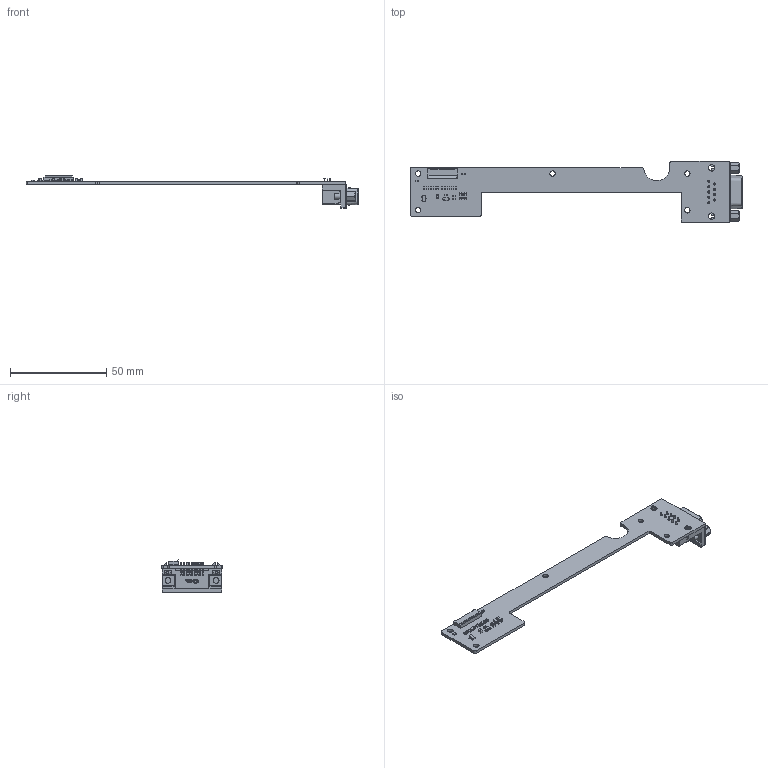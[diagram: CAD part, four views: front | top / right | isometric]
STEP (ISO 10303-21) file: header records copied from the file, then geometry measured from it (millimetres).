
FILE_DESCRIPTION(('KiCad electronic assembly'),'2;1');
FILE_NAME('Ribbon_2_SPI.step','2025-11-26T10:02:37',('Pcbnew'),('Kicad') ,'Open CASCADE STEP processor 7.8','KiCad to STEP converter','Unknown' );
FILE_SCHEMA(('AUTOMOTIVE_DESIGN { 1 0 10303 214 1 1 1 1 }'));
Length unit declared in the file: millimetre
Products named in the file (16): Ribbon_2_SPI 1; ribbon_connector; RIBBON_CONNECTOR; C_0603_1608Metric; D_SOD-123; D_SOD_123; R_0603_1608Metric; SOT-23; SOT_23; C_0805_2012Metric; DSUB-TH_DMR-9P; Ribbon_2_SPI_PCB
Assembly tree (30 placements, depth 3):
  Ribbon_2_SPI 1
    ribbon_connector
      RIBBON_CONNECTOR
    C_0603_1608Metric  x11
      C_0603_1608Metric
    D_SOD-123  x3
      D_SOD_123
    R_0603_1608Metric  x4
      R_0603_1608Metric
    SOT-23
      SOT_23
    C_0805_2012Metric
      C_0805_2012Metric
    DSUB-TH_DMR-9P
      DSUB-TH_DMR-9P
    Ribbon_2_SPI_PCB
Bounding box: 172.24 x 31.8 x 17.21 mm (x, y, z)
Volume: 7833.2 mm3; surface area: 10936.4 mm2
Topology: 25 solids, 25 shells, 1342 faces, 3428 edges, 2210 vertices
Faces by surface type: plane 762, cylinder 331, bspline 223, revolution 18, cone 8
Full cylindrical faces by diameter (mm): 1.1 x9, 2.794 x5, 3.25 x2
Entity records: 33363 total; most frequent: CARTESIAN_POINT 7480, ORIENTED_EDGE 4384, DIRECTION 3646, EDGE_CURVE 2192, LINE 1460, VECTOR 1460, VERTEX_POINT 1414, AXIS2_PLACEMENT_3D 1084
